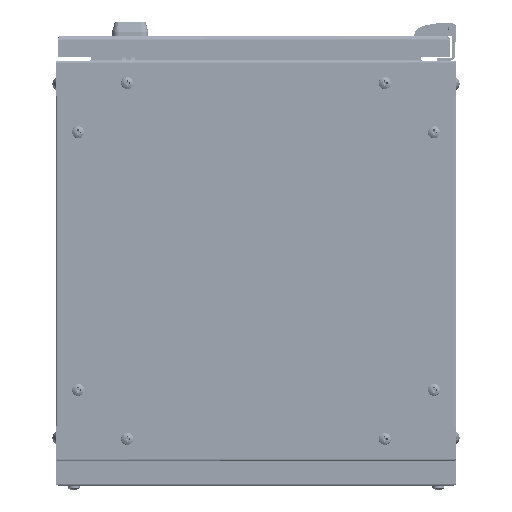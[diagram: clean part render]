
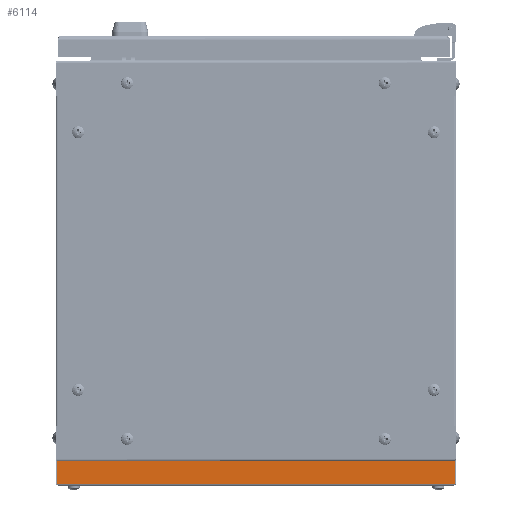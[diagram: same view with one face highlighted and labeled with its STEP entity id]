
A CAD part, front view. The second image highlights one B-rep face of the part: STEP entity #6114.
In plain terms, the highlighted planar face has unit normal (0, -1, 0).
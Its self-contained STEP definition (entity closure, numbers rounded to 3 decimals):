
#171 = CARTESIAN_POINT ( 'NONE',  ( 1.141, 0., 23. ) ) ;
#2887 = LINE ( 'NONE', #96728, #54872 ) ;
#4397 = DIRECTION ( 'NONE',  ( 0., 0., 1. ) ) ;
#4797 = VERTEX_POINT ( 'NONE', #45167 ) ;
#6114 = ADVANCED_FACE ( 'NONE', ( #48498 ), #88583, .F. ) ;
#10763 = EDGE_CURVE ( 'NONE', #52977, #40249, #81392, .T. ) ;
#17952 = VECTOR ( 'NONE', #91257, 1000. ) ;
#18670 = EDGE_LOOP ( 'NONE', ( #47302, #102166, #56709, #106539 ) ) ;
#25586 = EDGE_CURVE ( 'NONE', #117378, #4797, #41484, .T. ) ;
#25894 = EDGE_CURVE ( 'NONE', #117378, #52977, #2887, .T. ) ;
#40249 = VERTEX_POINT ( 'NONE', #171 ) ;
#40896 = AXIS2_PLACEMENT_3D ( 'NONE', #41687, #58393, #116984 ) ;
#41484 = LINE ( 'NONE', #79139, #92291 ) ;
#41687 = CARTESIAN_POINT ( 'NONE',  ( 0., 0., 0. ) ) ;
#45167 = CARTESIAN_POINT ( 'NONE',  ( 398.859, 0., 23. ) ) ;
#47302 = ORIENTED_EDGE ( 'NONE', *, *, #25894, .F. ) ;
#48498 = FACE_OUTER_BOUND ( 'NONE', #18670, .T. ) ;
#50452 = DIRECTION ( 'NONE',  ( -1., 0., 0. ) ) ;
#52977 = VERTEX_POINT ( 'NONE', #67770 ) ;
#54290 = EDGE_CURVE ( 'NONE', #4797, #40249, #102227, .T. ) ;
#54872 = VECTOR ( 'NONE', #50452, 1000. ) ;
#56709 = ORIENTED_EDGE ( 'NONE', *, *, #54290, .T. ) ;
#58393 = DIRECTION ( 'NONE',  ( 0., 1., 0. ) ) ;
#62506 = CARTESIAN_POINT ( 'NONE',  ( 398.859, 0., 1. ) ) ;
#67770 = CARTESIAN_POINT ( 'NONE',  ( 1.141, 0., 1. ) ) ;
#72150 = CARTESIAN_POINT ( 'NONE',  ( 1.141, 0., 1. ) ) ;
#74924 = VECTOR ( 'NONE', #120162, 1000. ) ;
#79139 = CARTESIAN_POINT ( 'NONE',  ( 398.859, 0., 1. ) ) ;
#81392 = LINE ( 'NONE', #72150, #17952 ) ;
#88583 = PLANE ( 'NONE',  #40896 ) ;
#91257 = DIRECTION ( 'NONE',  ( 0., 0., 1. ) ) ;
#92291 = VECTOR ( 'NONE', #4397, 1000. ) ;
#92968 = CARTESIAN_POINT ( 'NONE',  ( 0., 0., 23. ) ) ;
#96728 = CARTESIAN_POINT ( 'NONE',  ( 0., 0., 1. ) ) ;
#102166 = ORIENTED_EDGE ( 'NONE', *, *, #25586, .T. ) ;
#102227 = LINE ( 'NONE', #92968, #74924 ) ;
#106539 = ORIENTED_EDGE ( 'NONE', *, *, #10763, .F. ) ;
#116984 = DIRECTION ( 'NONE',  ( 0., 0., 1. ) ) ;
#117378 = VERTEX_POINT ( 'NONE', #62506 ) ;
#120162 = DIRECTION ( 'NONE',  ( -1., 0., 0. ) ) ;
